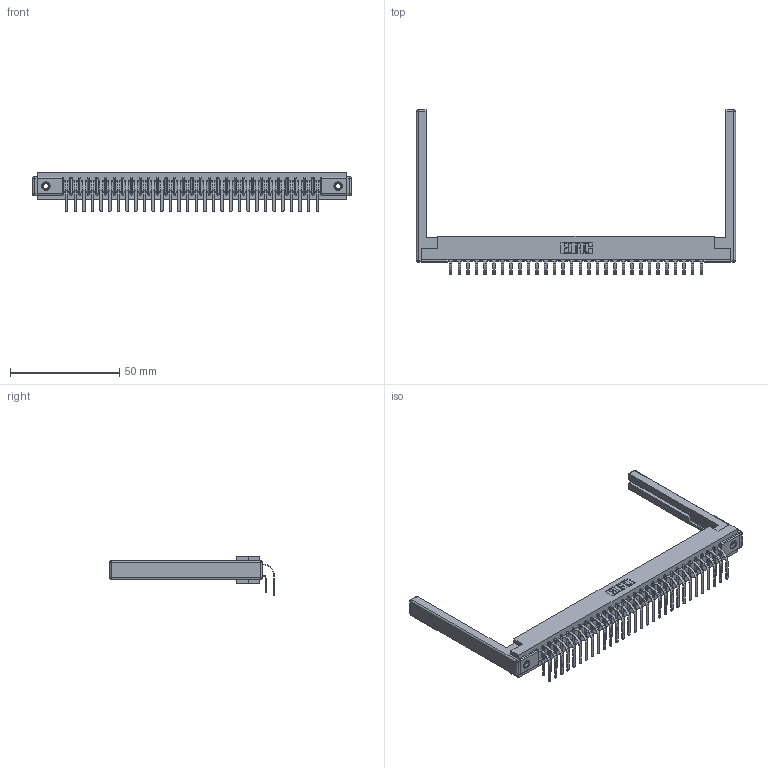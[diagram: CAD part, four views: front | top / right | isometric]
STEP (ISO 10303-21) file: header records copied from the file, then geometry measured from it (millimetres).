
FILE_DESCRIPTION (( 'STEP AP203' ), '1' );
FILE_NAME ('307-060-559-268.STEP', '2022-07-08T17:49:15', ( '' ), ( '' ), 'SwSTEP 2.0', 'SolidWorks 2020', '' );
FILE_SCHEMA (( 'CONFIG_CONTROL_DESIGN' ));
Length unit declared in the file: inch
Products named in the file (6): 307-290-001_558 559 - 1 (Single); 307-290-001_559 - 2 (Single); 307-220-068; 307 Part_.156 Dia Mounting Holes; 307-060-559-268; 345-250-001_345-250-001-102
Assembly tree (65 placements, depth 2):
  307-060-559-268
    307 Part_.156 Dia Mounting Holes
    307-290-001_558 559 - 1 (Single)  x30
    307-290-001_559 - 2 (Single)  x30
    307-220-068  x2
    345-250-001_345-250-001-102  x2
Bounding box: 146.3 x 75.48 x 18.07 mm (x, y, z)
Volume: 20078.9 mm3; surface area: 24233.2 mm2
Topology: 65 solids, 65 shells, 3303 faces, 9233 edges, 5970 vertices
Faces by surface type: plane 2138, cylinder 1079, sphere 70, cone 12, torus 4
Entity records: 32364 total; most frequent: CARTESIAN_POINT 5277, ORIENTED_EDGE 5220, DIRECTION 5188, EDGE_CURVE 2610, LINE 1994, VECTOR 1994, VERTEX_POINT 1686, AXIS2_PLACEMENT_3D 1597
